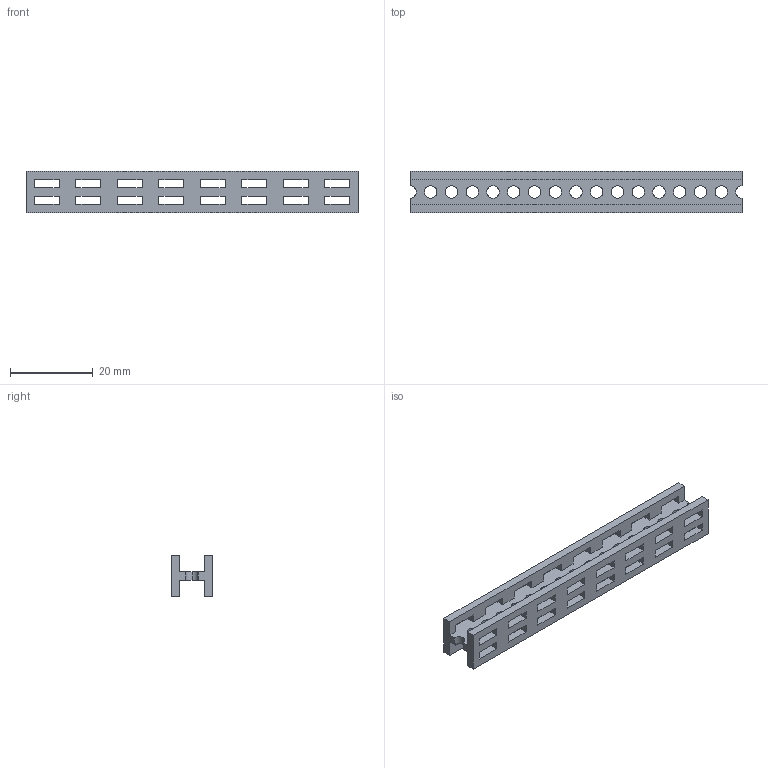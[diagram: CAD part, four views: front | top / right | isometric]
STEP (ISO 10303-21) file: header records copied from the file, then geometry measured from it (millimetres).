
FILE_DESCRIPTION (( 'STEP AP203' ), '1' );
FILE_NAME ('Beam 80.STEP', '2017-02-03T08:45:08', ( '' ), ( '' ), 'SwSTEP 2.0', 'SolidWorks 2015', '' );
FILE_SCHEMA (( 'CONFIG_CONTROL_DESIGN' ));
Length unit declared in the file: millimetre
Products named in the file (1): Beam 80
Bounding box: 80 x 10 x 10 mm (x, y, z)
Volume: 3165.8 mm3; surface area: 4903.4 mm2
Topology: 1 solids, 1 shells, 145 faces, 525 edges, 350 vertices
Faces by surface type: plane 112, cylinder 33
Entity records: 5810 total; most frequent: ORIENTED_EDGE 1050, CARTESIAN_POINT 1021, DIRECTION 883, EDGE_CURVE 525, LINE 459, VECTOR 459, VERTEX_POINT 350, AXIS2_PLACEMENT_3D 212
